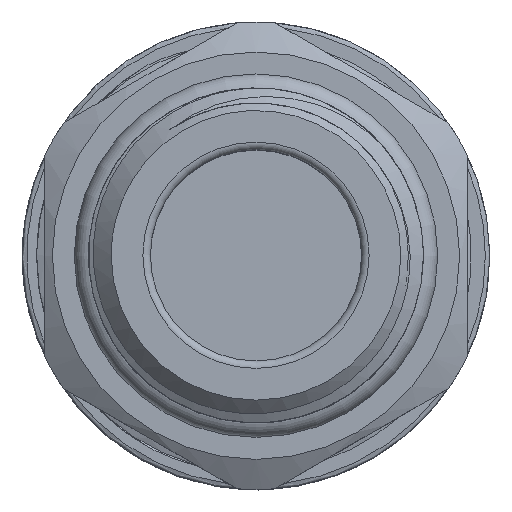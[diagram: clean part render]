
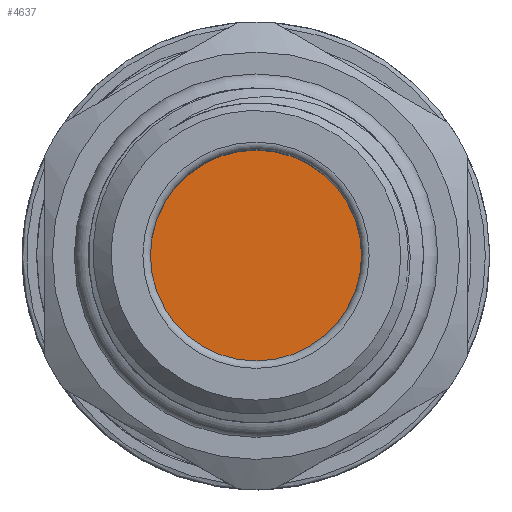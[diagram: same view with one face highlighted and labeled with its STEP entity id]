
A CAD part, top view. The second image highlights one B-rep face of the part: STEP entity #4637.
In plain terms, the highlighted planar face has unit normal (0, 0, 1).
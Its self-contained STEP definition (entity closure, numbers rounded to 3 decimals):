
#2572=CARTESIAN_POINT('',(7.289,-53.,23.297));
#2573=VERTEX_POINT('',#2572);
#2574=CARTESIAN_POINT('',(-7.289,-53.,23.297));
#2575=VERTEX_POINT('',#2574);
#2576=CARTESIAN_POINT('',(0.,-53.,23.297));
#2577=DIRECTION('',(1.,0.,0.));
#2578=DIRECTION('',(0.,0.,-1.));
#2579=AXIS2_PLACEMENT_3D('',#2576,#2578,#2577);
#2580=CIRCLE('',#2579,7.289);
#2581=EDGE_CURVE('',#2573,#2575,#2580,.T.);
#2609=CARTESIAN_POINT('',(0.,-53.,23.297));
#2610=DIRECTION('',(-1.,0.,0.));
#2611=DIRECTION('',(0.,0.,-1.));
#2612=AXIS2_PLACEMENT_3D('',#2609,#2611,#2610);
#2613=CIRCLE('',#2612,7.289);
#2614=EDGE_CURVE('',#2575,#2573,#2613,.T.);
#4628=CARTESIAN_POINT('',(0.,-53.,23.297));
#4629=DIRECTION('',(-1.,0.,0.));
#4630=DIRECTION('',(0.,0.,-1.));
#4631=AXIS2_PLACEMENT_3D('',#4628,#4630,#4629);
#4632=PLANE('',#4631);
#4633=ORIENTED_EDGE('',*,*,#2581,.T.);
#4634=ORIENTED_EDGE('',*,*,#2614,.T.);
#4635=EDGE_LOOP('',(#4633,#4634));
#4636=FACE_OUTER_BOUND('',#4635,.F.);
#4637=ADVANCED_FACE('F2510',(#4636),#4632,.F.);
